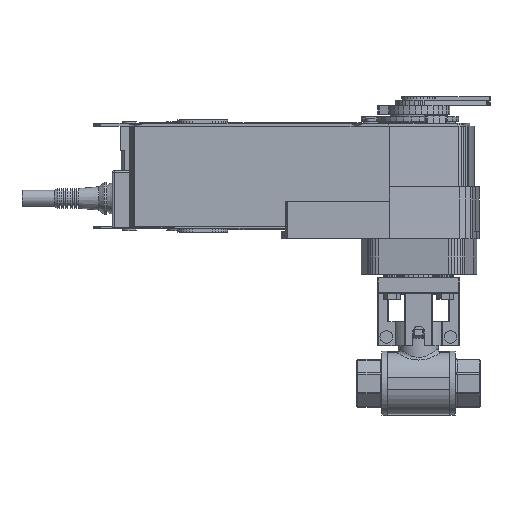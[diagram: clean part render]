
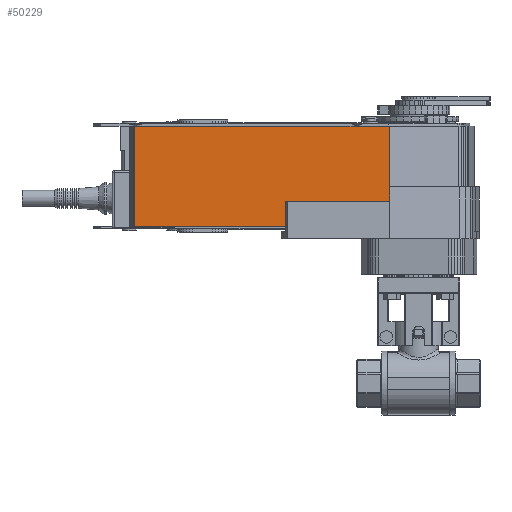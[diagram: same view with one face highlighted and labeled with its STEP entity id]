
A CAD part, left-side view. The second image highlights one B-rep face of the part: STEP entity #50229.
In plain terms, the highlighted face is planar.
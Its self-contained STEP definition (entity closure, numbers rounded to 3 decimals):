
#1377=LINE('',#87174,#7950);
#3022=LINE('',#90556,#9595);
#3024=LINE('',#90560,#9597);
#3061=LINE('',#90631,#9634);
#6064=LINE('',#96752,#12637);
#6297=LINE('',#97218,#12870);
#6298=LINE('',#97220,#12871);
#7950=VECTOR('',#73271,1000.);
#9595=VECTOR('',#76114,1000.);
#9597=VECTOR('',#76118,1000.);
#9634=VECTOR('',#76189,1000.);
#12637=VECTOR('',#81504,1000.);
#12870=VECTOR('',#82095,1000.);
#12871=VECTOR('',#82098,1000.);
#26046=ORIENTED_EDGE('',*,*,#30740,.T.);
#26047=ORIENTED_EDGE('',*,*,#30777,.F.);
#26048=ORIENTED_EDGE('',*,*,#34056,.F.);
#26049=ORIENTED_EDGE('',*,*,#33822,.T.);
#26050=ORIENTED_EDGE('',*,*,#34055,.T.);
#26051=ORIENTED_EDGE('',*,*,#29073,.T.);
#26052=ORIENTED_EDGE('',*,*,#30738,.T.);
#29073=EDGE_CURVE('',#35925,#35924,#1377,.T.);
#30738=EDGE_CURVE('',#35924,#37014,#3022,.T.);
#30740=EDGE_CURVE('',#37014,#37015,#3024,.T.);
#30777=EDGE_CURVE('',#37032,#37015,#3061,.T.);
#33822=EDGE_CURVE('',#38995,#38994,#6064,.T.);
#34055=EDGE_CURVE('',#38994,#35925,#6297,.T.);
#34056=EDGE_CURVE('',#38995,#37032,#6298,.T.);
#35924=VERTEX_POINT('',#87173);
#35925=VERTEX_POINT('',#87175);
#37014=VERTEX_POINT('',#90555);
#37015=VERTEX_POINT('',#90559);
#37032=VERTEX_POINT('',#90630);
#38994=VERTEX_POINT('',#96751);
#38995=VERTEX_POINT('',#96753);
#42408=EDGE_LOOP('',(#26046,#26047,#26048,#26049,#26050,#26051,#26052));
#45211=FACE_BOUND('',#42408,.T.);
#47689=PLANE('',#70690);
#50229=ADVANCED_FACE('',(#45211),#47689,.T.);
#70690=AXIS2_PLACEMENT_3D('',#97219,#82096,#82097);
#73271=DIRECTION('',(-1.,0.,0.));
#76114=DIRECTION('',(0.,0.,1.));
#76118=DIRECTION('',(-1.,0.,0.));
#76189=DIRECTION('',(0.,0.,-1.));
#81504=DIRECTION('',(1.,0.,0.));
#82095=DIRECTION('',(0.,0.,-1.));
#82096=DIRECTION('',(0.,1.,0.));
#82097=DIRECTION('',(1.,0.,0.));
#82098=DIRECTION('',(0.,0.,-1.));
#87173=CARTESIAN_POINT('',(74.41,49.,38.5));
#87174=CARTESIAN_POINT('',(16.5,49.,38.5));
#87175=CARTESIAN_POINT('',(159.18,49.,38.5));
#90555=CARTESIAN_POINT('',(74.41,49.,52.5));
#90556=CARTESIAN_POINT('',(74.41,49.,51.));
#90559=CARTESIAN_POINT('',(16.5,49.,52.5));
#90560=CARTESIAN_POINT('',(102.195,49.,52.5));
#90630=CARTESIAN_POINT('',(16.5,49.,60.5));
#90631=CARTESIAN_POINT('',(16.5,49.,66.5));
#96751=CARTESIAN_POINT('',(159.18,49.,94.5));
#96752=CARTESIAN_POINT('',(16.5,49.,94.5));
#96753=CARTESIAN_POINT('',(16.5,49.,94.5));
#97218=CARTESIAN_POINT('',(159.18,49.,66.5));
#97219=CARTESIAN_POINT('',(159.18,49.,66.5));
#97220=CARTESIAN_POINT('',(16.5,49.,66.5));
